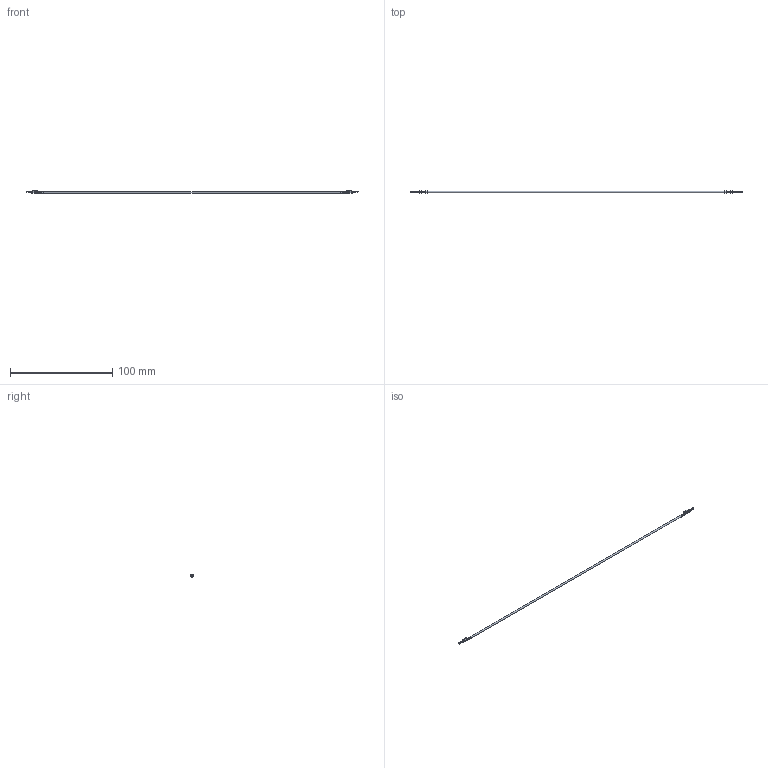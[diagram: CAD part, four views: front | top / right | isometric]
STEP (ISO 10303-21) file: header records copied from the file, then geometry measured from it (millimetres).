
FILE_DESCRIPTION(/* description */ ('Unknown'),/* implementation_level */ '2;1');
FILE_NAME(/* name */ '649049022030',/* time_stamp */ '2020-04-28T16:51:55+02:00',/* author */ ('Unknown'),/* organization */ ('Unknown'),/* preprocessor_version */ 'ST-DEVELOPER v16.7',/* originating_system */ 'DEX',/* authorisation */ $);
FILE_SCHEMA (('AUTOMOTIVE_DESIGN {1 0 10303 214 3 1 1}'));
Length unit declared in the file: millimetre
Products named in the file (4): 649049022030; Wire 22AWG Black; 64900013722DEC; 64900013722DEC_mir1
Assembly tree (3 placements, depth 2):
  649049022030
    Wire 22AWG Black
    64900013722DEC
    64900013722DEC_mir1
Bounding box: 324.8 x 2.9 x 2.89 mm (x, y, z)
Volume: 619 mm3; surface area: 1803 mm2
Topology: 3 solids, 3 shells, 467 faces, 1316 edges, 843 vertices
Faces by surface type: plane 264, cylinder 139, bspline 58, sphere 6
Full cylindrical faces by diameter (mm): 0.76 x2, 1.6 x1
Entity records: 17843 total; most frequent: CARTESIAN_POINT 6203, ORIENTED_EDGE 2604, DIRECTION 2126, EDGE_CURVE 1302, VERTEX_POINT 836, LINE 756, VECTOR 756, AXIS2_PLACEMENT_3D 685
